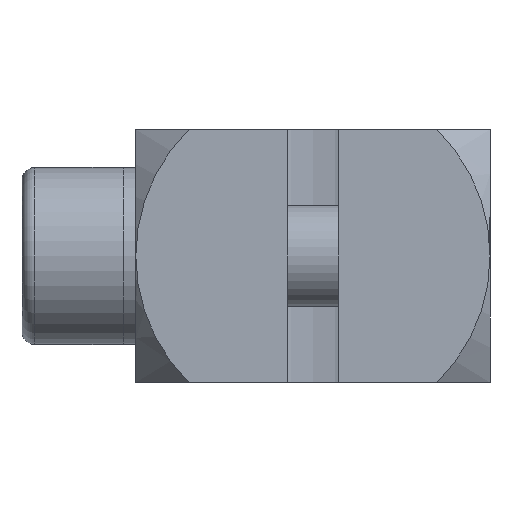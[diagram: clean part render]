
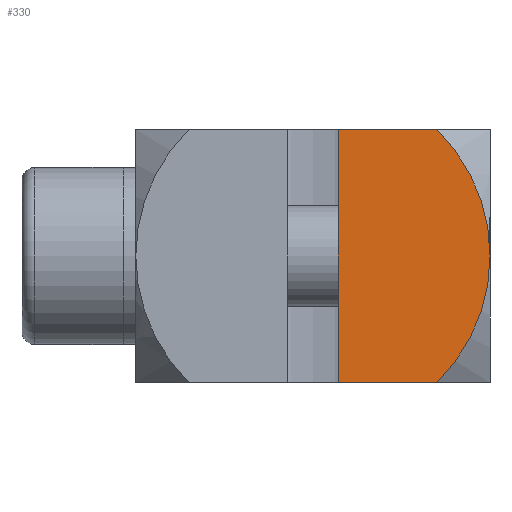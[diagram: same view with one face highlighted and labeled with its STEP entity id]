
A CAD part, left-side view. The second image highlights one B-rep face of the part: STEP entity #330.
In plain terms, the highlighted planar face has unit normal (-1, 0, 0).
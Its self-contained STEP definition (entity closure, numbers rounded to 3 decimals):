
#137=CARTESIAN_POINT('',(-12.,-7.,0.0));
#138=VERTEX_POINT('',#137);
#152=CARTESIAN_POINT('',(-12.,-4.899,5.0));
#153=VERTEX_POINT('',#152);
#167=CARTESIAN_POINT('',(-12.,0.0,0.0));
#168=DIRECTION('',(-1.0,0.0,0.0));
#169=DIRECTION('',(0.0,-0.7,-0.714));
#170=AXIS2_PLACEMENT_3D('',#167,#168,#169);
#171=CIRCLE('',#170,7.);
#172=EDGE_CURVE('',#138,#153,#171,.T.);
#229=CARTESIAN_POINT('',(-12.,-4.899,-5.0));
#230=VERTEX_POINT('',#229);
#257=CARTESIAN_POINT('',(-12.,0.0,0.0));
#258=DIRECTION('',(-1.0,0.0,0.0));
#259=DIRECTION('',(0.0,-0.7,-0.714));
#260=AXIS2_PLACEMENT_3D('',#257,#258,#259);
#261=CIRCLE('',#260,7.);
#262=EDGE_CURVE('',#230,#138,#261,.T.);
#299=CARTESIAN_POINT('',(-12.,-7.,0.0));
#300=DIRECTION('',(-1.0,0.0,0.0));
#301=DIRECTION('',(0.0,0.0,1.0));
#302=AXIS2_PLACEMENT_3D('',#299,#300,#301);
#303=PLANE('',#302);
#304=ORIENTED_EDGE('',*,*,#262,.T.);
#305=ORIENTED_EDGE('',*,*,#172,.T.);
#306=CARTESIAN_POINT('',(-12.,-1.,5.0));
#307=VERTEX_POINT('',#306);
#308=CARTESIAN_POINT('',(-12.,-4.899,5.0));
#309=DIRECTION('',(0.0,1.0,0.0));
#310=VECTOR('',#309,3.899);
#311=LINE('',#308,#310);
#312=EDGE_CURVE('',#153,#307,#311,.T.);
#313=ORIENTED_EDGE('',*,*,#312,.T.);
#314=CARTESIAN_POINT('',(-12.,-1.,-5.0));
#315=VERTEX_POINT('',#314);
#316=CARTESIAN_POINT('',(-12.,-1.,-5.0));
#317=DIRECTION('',(0.0,0.0,1.0));
#318=VECTOR('',#317,10.0);
#319=LINE('',#316,#318);
#320=EDGE_CURVE('',#315,#307,#319,.T.);
#321=ORIENTED_EDGE('',*,*,#320,.F.);
#322=CARTESIAN_POINT('',(-12.,-1.,-5.0));
#323=DIRECTION('',(0.0,-1.0,0.0));
#324=VECTOR('',#323,3.899);
#325=LINE('',#322,#324);
#326=EDGE_CURVE('',#315,#230,#325,.T.);
#327=ORIENTED_EDGE('',*,*,#326,.T.);
#328=EDGE_LOOP('',(#304,#305,#313,#321,#327));
#329=FACE_OUTER_BOUND('',#328,.T.);
#330=ADVANCED_FACE('',(#329),#303,.T.);
